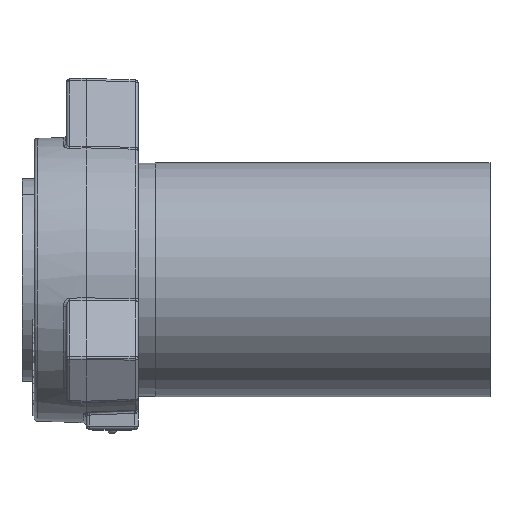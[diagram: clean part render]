
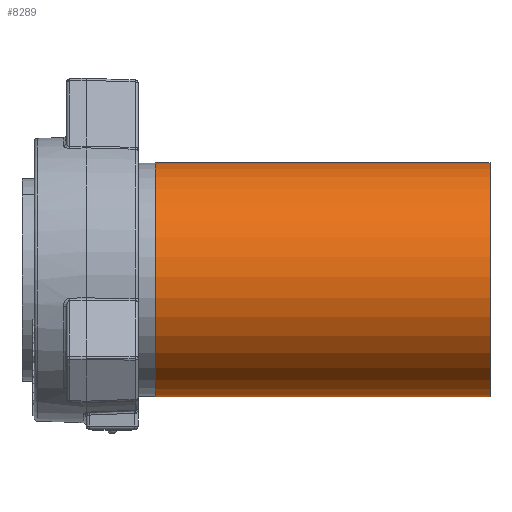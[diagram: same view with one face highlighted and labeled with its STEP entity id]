
A CAD part, left-side view. The second image highlights one B-rep face of the part: STEP entity #8289.
In plain terms, the highlighted cylindrical face has radius 57.15 mm (diameter 114.3 mm), a partial arc.
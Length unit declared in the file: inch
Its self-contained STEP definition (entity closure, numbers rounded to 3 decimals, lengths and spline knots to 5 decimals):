
#143 = LINE ( 'NONE', #4877, #18400 ) ;
#244 = AXIS2_PLACEMENT_3D ( 'NONE', #3966, #9959, #16018 ) ;
#370 = CARTESIAN_POINT ( 'NONE',  ( -0.04721, -0.3275, -2.2495 ) ) ;
#502 = AXIS2_PLACEMENT_3D ( 'NONE', #5643, #17700, #7017 ) ;
#790 = ORIENTED_EDGE ( 'NONE', *, *, #14786, .F. ) ;
#907 = EDGE_CURVE ( 'NONE', #7964, #10445, #7739, .T. ) ;
#2110 = EDGE_LOOP ( 'NONE', ( #790, #9813, #9721, #10799 ) ) ;
#2395 = AXIS2_PLACEMENT_3D ( 'NONE', #3893, #8513, #5560 ) ;
#2975 = CARTESIAN_POINT ( 'NONE',  ( -0.04721, -6.7655, -2.2495 ) ) ;
#3017 = CARTESIAN_POINT ( 'NONE',  ( 0.04721, -0.3275, 2.2495 ) ) ;
#3633 = VERTEX_POINT ( 'NONE', #3017 ) ;
#3893 = CARTESIAN_POINT ( 'NONE',  ( 0., -6.7655, 0. ) ) ;
#3966 = CARTESIAN_POINT ( 'NONE',  ( 0., -0.3275, 0. ) ) ;
#4877 = CARTESIAN_POINT ( 'NONE',  ( -0.04721, 1.4215, -2.2495 ) ) ;
#5560 = DIRECTION ( 'NONE',  ( 0.021, 0., 1. ) ) ;
#5608 = CARTESIAN_POINT ( 'NONE',  ( 0.04721, -6.7655, 2.2495 ) ) ;
#5643 = CARTESIAN_POINT ( 'NONE',  ( 0., 1.4215, 0. ) ) ;
#6852 = CIRCLE ( 'NONE', #244, 2.25 ) ;
#7017 = DIRECTION ( 'NONE',  ( -0.021, 0., -1. ) ) ;
#7411 = FACE_OUTER_BOUND ( 'NONE', #2110, .T. ) ;
#7739 = CIRCLE ( 'NONE', #2395, 2.25 ) ;
#7964 = VERTEX_POINT ( 'NONE', #2975 ) ;
#8289 = ADVANCED_FACE ( 'NONE', ( #7411 ), #10163, .T. ) ;
#8513 = DIRECTION ( 'NONE',  ( 0., 1., 0. ) ) ;
#8793 = CARTESIAN_POINT ( 'NONE',  ( 0.04721, 1.4215, 2.2495 ) ) ;
#9721 = ORIENTED_EDGE ( 'NONE', *, *, #13097, .T. ) ;
#9813 = ORIENTED_EDGE ( 'NONE', *, *, #10106, .T. ) ;
#9959 = DIRECTION ( 'NONE',  ( 0., -1., 0. ) ) ;
#10106 = EDGE_CURVE ( 'NONE', #3633, #13572, #6852, .T. ) ;
#10163 = CYLINDRICAL_SURFACE ( 'NONE', #502, 2.25 ) ;
#10445 = VERTEX_POINT ( 'NONE', #5608 ) ;
#10799 = ORIENTED_EDGE ( 'NONE', *, *, #907, .T. ) ;
#13097 = EDGE_CURVE ( 'NONE', #13572, #7964, #143, .T. ) ;
#13572 = VERTEX_POINT ( 'NONE', #370 ) ;
#13738 = VECTOR ( 'NONE', #14752, 39.37008 ) ;
#14752 = DIRECTION ( 'NONE',  ( 0., -1., 0. ) ) ;
#14786 = EDGE_CURVE ( 'NONE', #3633, #10445, #16334, .T. ) ;
#16018 = DIRECTION ( 'NONE',  ( -0.021, 0., -1. ) ) ;
#16334 = LINE ( 'NONE', #8793, #13738 ) ;
#16941 = DIRECTION ( 'NONE',  ( 0., -1., 0. ) ) ;
#17700 = DIRECTION ( 'NONE',  ( 0., -1., 0. ) ) ;
#18400 = VECTOR ( 'NONE', #16941, 39.37008 ) ;
